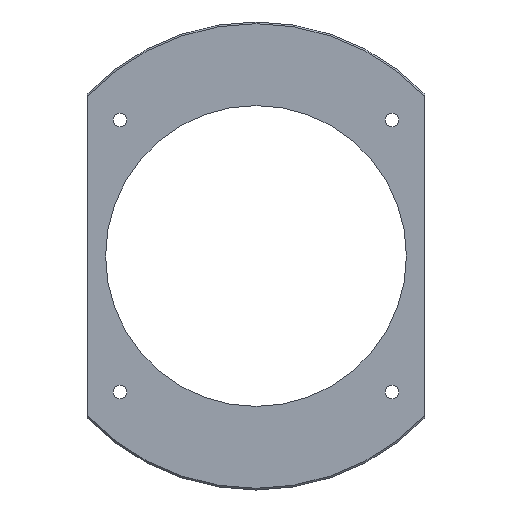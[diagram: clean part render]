
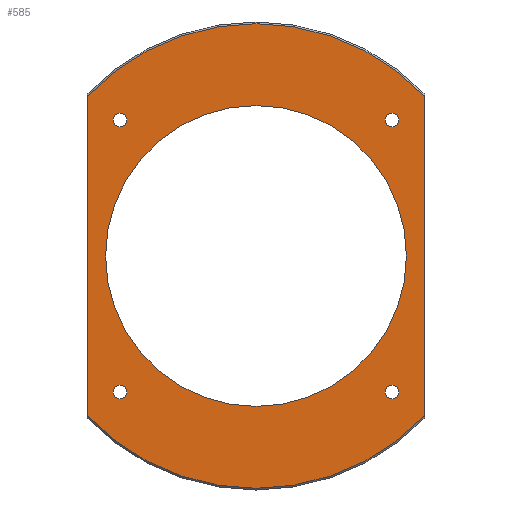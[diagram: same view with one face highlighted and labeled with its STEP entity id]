
A CAD part, front view. The second image highlights one B-rep face of the part: STEP entity #585.
In plain terms, the highlighted planar face has unit normal (0, -1, 0).
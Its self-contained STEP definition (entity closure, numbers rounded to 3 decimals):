
#38=FACE_BOUND('',#128,.T.);
#39=FACE_BOUND('',#129,.T.);
#40=FACE_BOUND('',#130,.T.);
#41=FACE_BOUND('',#131,.T.);
#42=FACE_BOUND('',#132,.T.);
#56=CIRCLE('',#640,69.5);
#57=CIRCLE('',#641,69.5);
#58=CIRCLE('',#642,2.);
#59=CIRCLE('',#643,2.);
#60=CIRCLE('',#644,2.);
#61=CIRCLE('',#645,2.);
#62=CIRCLE('',#646,45.);
#96=FACE_OUTER_BOUND('',#127,.T.);
#127=EDGE_LOOP('',(#441,#442,#443,#444));
#128=EDGE_LOOP('',(#445));
#129=EDGE_LOOP('',(#446));
#130=EDGE_LOOP('',(#447));
#131=EDGE_LOOP('',(#448));
#132=EDGE_LOOP('',(#449));
#185=LINE('',#936,#218);
#197=LINE('',#993,#230);
#218=VECTOR('',#721,10.);
#230=VECTOR('',#735,10.);
#257=VERTEX_POINT('',#882);
#275=VERTEX_POINT('',#932);
#277=VERTEX_POINT('',#939);
#295=VERTEX_POINT('',#989);
#296=VERTEX_POINT('',#997);
#297=VERTEX_POINT('',#999);
#298=VERTEX_POINT('',#1001);
#299=VERTEX_POINT('',#1003);
#300=VERTEX_POINT('',#1005);
#333=EDGE_CURVE('',#257,#275,#185,.T.);
#353=EDGE_CURVE('',#277,#295,#197,.T.);
#354=EDGE_CURVE('',#277,#275,#56,.T.);
#355=EDGE_CURVE('',#257,#295,#57,.T.);
#356=EDGE_CURVE('',#296,#296,#58,.T.);
#357=EDGE_CURVE('',#297,#297,#59,.T.);
#358=EDGE_CURVE('',#298,#298,#60,.T.);
#359=EDGE_CURVE('',#299,#299,#61,.T.);
#360=EDGE_CURVE('',#300,#300,#62,.T.);
#441=ORIENTED_EDGE('',*,*,#333,.T.);
#442=ORIENTED_EDGE('',*,*,#354,.F.);
#443=ORIENTED_EDGE('',*,*,#353,.T.);
#444=ORIENTED_EDGE('',*,*,#355,.F.);
#445=ORIENTED_EDGE('',*,*,#356,.T.);
#446=ORIENTED_EDGE('',*,*,#357,.T.);
#447=ORIENTED_EDGE('',*,*,#358,.T.);
#448=ORIENTED_EDGE('',*,*,#359,.T.);
#449=ORIENTED_EDGE('',*,*,#360,.F.);
#577=PLANE('',#639);
#585=ADVANCED_FACE('',(#96,#38,#39,#40,#41,#42),#577,.T.);
#639=AXIS2_PLACEMENT_3D('',#994,#736,#737);
#640=AXIS2_PLACEMENT_3D('',#995,#738,#739);
#641=AXIS2_PLACEMENT_3D('',#996,#740,#741);
#642=AXIS2_PLACEMENT_3D('',#998,#742,#743);
#643=AXIS2_PLACEMENT_3D('',#1000,#744,#745);
#644=AXIS2_PLACEMENT_3D('',#1002,#746,#747);
#645=AXIS2_PLACEMENT_3D('',#1004,#748,#749);
#646=AXIS2_PLACEMENT_3D('',#1006,#750,#751);
#721=DIRECTION('',(0.,0.,1.));
#735=DIRECTION('',(0.,0.,-1.));
#736=DIRECTION('center_axis',(0.,-1.,0.));
#737=DIRECTION('ref_axis',(0.,0.,-1.));
#738=DIRECTION('center_axis',(0.,1.,0.));
#739=DIRECTION('ref_axis',(0.,0.,1.));
#740=DIRECTION('center_axis',(0.,1.,0.));
#741=DIRECTION('ref_axis',(0.,0.,1.));
#742=DIRECTION('center_axis',(0.,1.,0.));
#743=DIRECTION('ref_axis',(1.,0.,0.));
#744=DIRECTION('center_axis',(0.,1.,0.));
#745=DIRECTION('ref_axis',(1.,0.,0.));
#746=DIRECTION('center_axis',(0.,1.,0.));
#747=DIRECTION('ref_axis',(1.,0.,0.));
#748=DIRECTION('center_axis',(0.,1.,0.));
#749=DIRECTION('ref_axis',(1.,0.,0.));
#750=DIRECTION('center_axis',(0.,-1.,0.));
#751=DIRECTION('ref_axis',(1.,0.,0.));
#882=CARTESIAN_POINT('',(50.5,0.,-47.749));
#932=CARTESIAN_POINT('',(50.5,0.,47.749));
#936=CARTESIAN_POINT('',(50.5,0.,1.737));
#939=CARTESIAN_POINT('',(-50.5,0.,47.749));
#989=CARTESIAN_POINT('',(-50.5,0.,-47.749));
#993=CARTESIAN_POINT('',(-50.5,0.,-46.737));
#994=CARTESIAN_POINT('Origin',(0.,0.,-45.));
#995=CARTESIAN_POINT('Origin',(0.,0.,0.));
#996=CARTESIAN_POINT('Origin',(0.,0.,0.));
#997=CARTESIAN_POINT('',(38.659,0.,40.659));
#998=CARTESIAN_POINT('Origin',(40.659,0.,40.659));
#999=CARTESIAN_POINT('',(-42.659,0.,-40.659));
#1000=CARTESIAN_POINT('Origin',(-40.659,0.,-40.659));
#1001=CARTESIAN_POINT('',(38.659,0.,-40.659));
#1002=CARTESIAN_POINT('Origin',(40.659,0.,-40.659));
#1003=CARTESIAN_POINT('',(-42.659,0.,40.659));
#1004=CARTESIAN_POINT('Origin',(-40.659,0.,40.659));
#1005=CARTESIAN_POINT('',(0.,0.,45.));
#1006=CARTESIAN_POINT('Origin',(0.,0.,0.));
